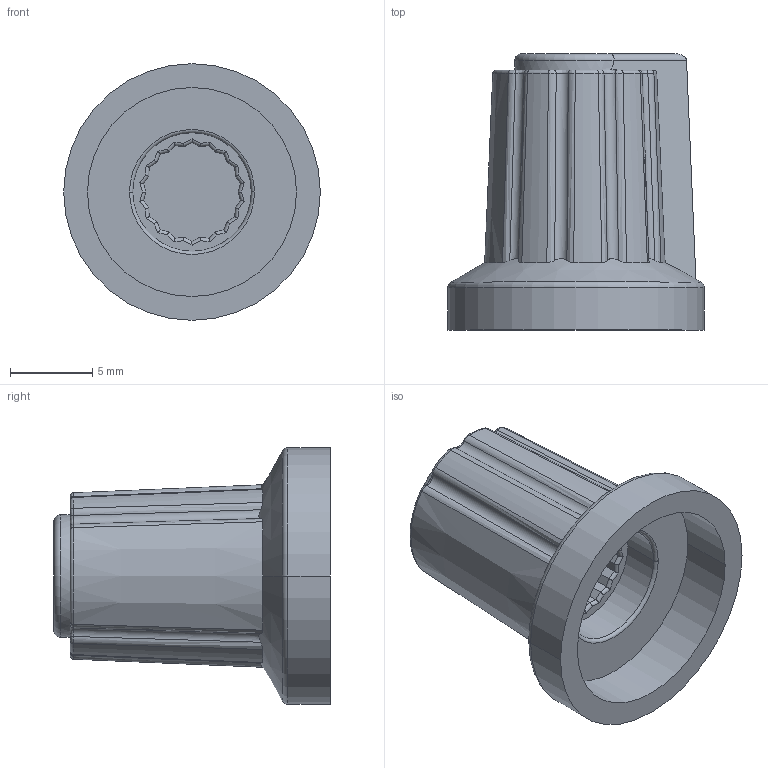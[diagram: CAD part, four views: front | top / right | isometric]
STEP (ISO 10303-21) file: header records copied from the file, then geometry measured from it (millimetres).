
FILE_DESCRIPTION((''),'2;1');
FILE_NAME('ROTARY_ENCODER_KNOB','2021-01-21T10:33:28',('vojtko.tibor'),(''),'CREO PARAMETRIC BY PTC INC, 2019224','CREO PARAMETRIC BY PTC INC, 2019224','');
FILE_SCHEMA(('AP242_MANAGED_MODEL_BASED_3D_ENGINEERING_MIM_LF { 1 0 10303 442 1 1 4 }'));
Length unit declared in the file: millimetre
Products named in the file (1): ROTARY_ENCODER_KNOB
Bounding box: 15.6 x 16.8 x 15.6 mm (x, y, z)
Volume: 1024.5 mm3; surface area: 1345 mm2
Topology: 2 solids, 2 shells, 164 faces, 398 edges, 242 vertices
Faces by surface type: cylinder 55, plane 44, bspline 40, torus 14, cone 11
Entity records: 7954 total; most frequent: CARTESIAN_POINT 2964, ORIENTED_EDGE 794, DIRECTION 672, PRESENTATION_STYLE_ASSIGNMENT 415, STYLED_ITEM 408, CURVE_STYLE 404, EDGE_CURVE 397, AXIS2_PLACEMENT_3D 246
